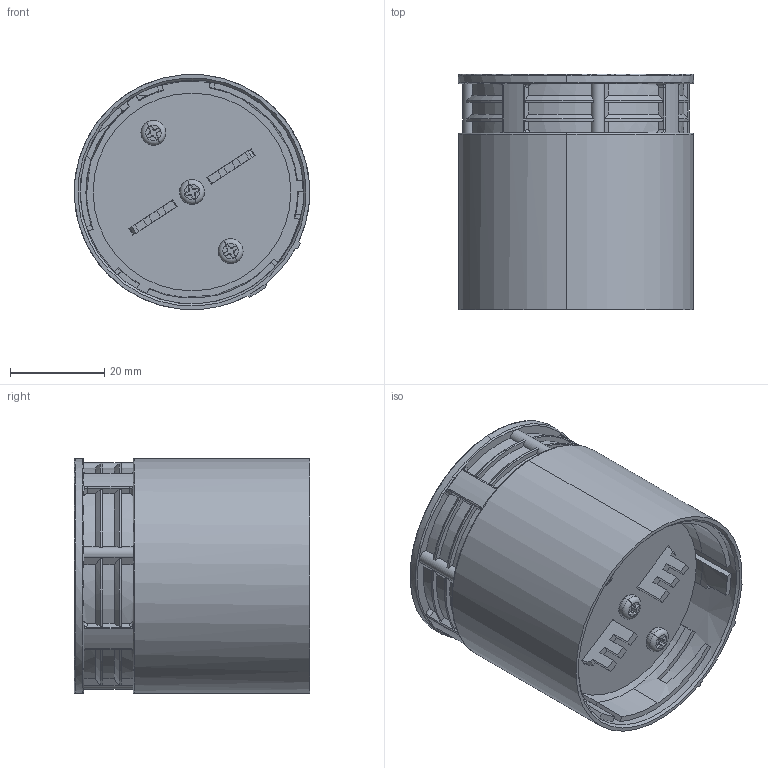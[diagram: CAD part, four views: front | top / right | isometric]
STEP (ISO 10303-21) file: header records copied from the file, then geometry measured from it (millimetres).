
FILE_DESCRIPTION (( 'STEP AP203' ), '1' );
FILE_NAME ('MODULE-MG50-HBZ-24.STEP', '2020-12-29T01:49:20', ( '' ), ( '' ), 'SwSTEP 2.0', 'SolidWorks 2019', '' );
FILE_SCHEMA (( 'CONFIG_CONTROL_DESIGN' ));
Length unit declared in the file: millimetre
Products named in the file (5): QTG50-BZ-LDB-CONB晦っ撮お; QTG50-睡盪鐘お煤晦っ; MODULE-MG50-HBZ-24; QTG50-睡盪 斜煎粽-REV1; 菅斬該葬獐お-M3X6
Assembly tree (6 placements, depth 2):
  MODULE-MG50-HBZ-24
    QTG50-睡盪鐘お煤晦っ
    QTG50-BZ-LDB-CONB晦っ撮お
    菅斬該葬獐お-M3X6  x3
    QTG50-睡盪 斜煎粽-REV1
Bounding box: 50 x 50 x 49.86 mm (x, y, z)
Volume: 67865.7 mm3; surface area: 20032.5 mm2
Topology: 6 solids, 6 shells, 406 faces, 1121 edges, 733 vertices
Faces by surface type: plane 218, cylinder 103, cone 44, torus 25, bspline 16
Entity records: 12072 total; most frequent: CARTESIAN_POINT 3017, ORIENTED_EDGE 1858, DIRECTION 1721, EDGE_CURVE 929, AXIS2_PLACEMENT_3D 617, VERTEX_POINT 609, VECTOR 487, LINE 487
